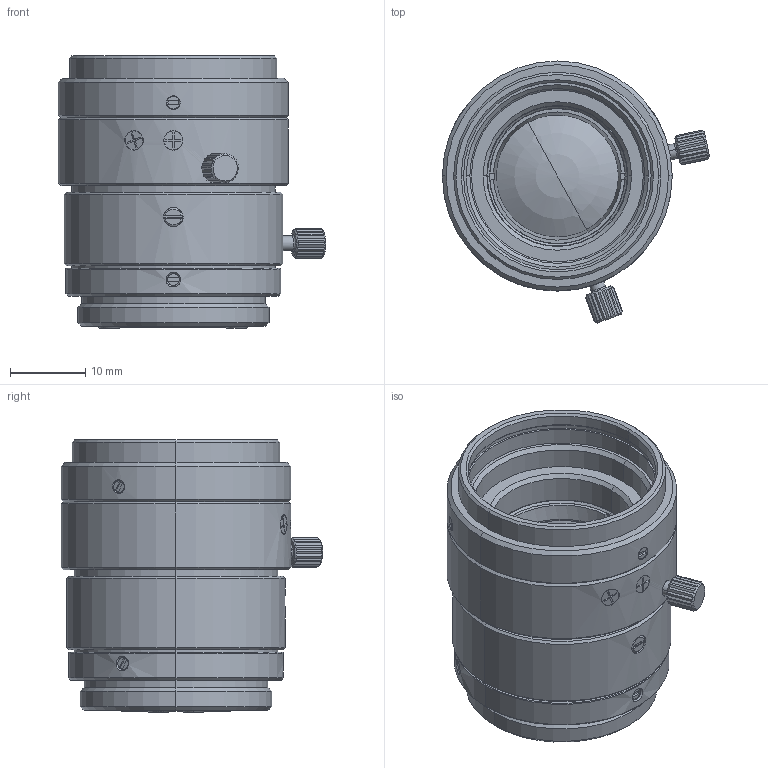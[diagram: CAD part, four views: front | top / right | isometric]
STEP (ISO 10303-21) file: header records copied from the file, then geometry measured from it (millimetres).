
FILE_DESCRIPTION(('CATIA V5 STEP Exchange'),'2;1');
FILE_NAME('BF010A0-070-BF010A0(35HB).stp','2024-10-04T02:44:48+00:00',('none'),('none'),'CATIA Version 5-6 Release 2017 SP5 HF45','CATIA V5 STEP AP203','none');
FILE_SCHEMA(('CONFIG_CONTROL_DESIGN'));
Length unit declared in the file: millimetre
Products named in the file (1): BF010A0-070-BF010A0外観3Dデータ
Bounding box: 35.46 x 34.75 x 36.11 mm (x, y, z)
Volume: 12573.4 mm3; surface area: 16538.8 mm2
Topology: 1 solids, 10 shells, 889 faces, 2195 edges, 1393 vertices
Faces by surface type: plane 365, cylinder 270, cone 198, torus 30, bspline 16, sphere 10
Entity records: 25949 total; most frequent: CARTESIAN_POINT 6641, ORIENTED_EDGE 4374, DIRECTION 3095, EDGE_CURVE 2187, AXIS2_PLACEMENT_3D 1518, VERTEX_POINT 1393, EDGE_LOOP 1004, VECTOR 940
